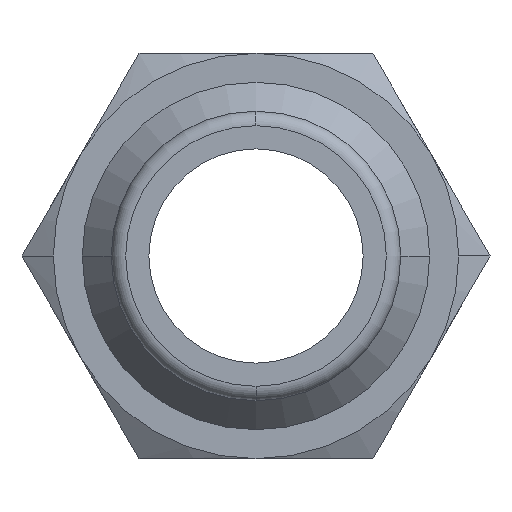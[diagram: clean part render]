
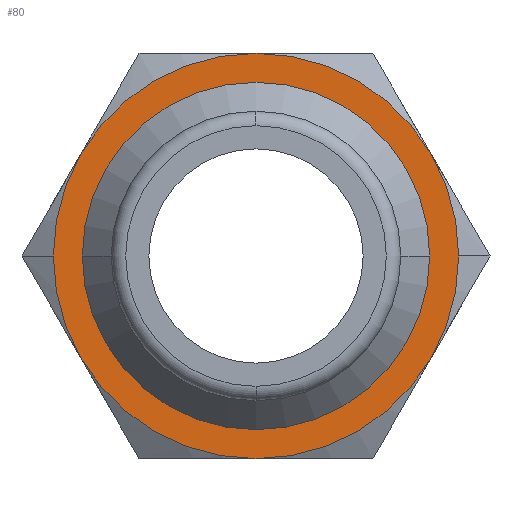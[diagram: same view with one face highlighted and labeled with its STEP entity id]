
A CAD part, front view. The second image highlights one B-rep face of the part: STEP entity #80.
In plain terms, the highlighted planar face has unit normal (0, -1, 0).
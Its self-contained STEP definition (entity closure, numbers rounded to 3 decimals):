
#80=ADVANCED_FACE('',(#209,#210),#211,.T.);
#209=FACE_OUTER_BOUND('',#390,.T.);
#210=FACE_BOUND('',#391,.T.);
#211=PLANE('',#392);
#390=EDGE_LOOP('',(#565,#566,#567,#568,#569,#570,#571,#572));
#391=EDGE_LOOP('',(#573,#574));
#392=AXIS2_PLACEMENT_3D('',#575,#576,#577);
#565=ORIENTED_EDGE('',*,*,#1037,.F.);
#566=ORIENTED_EDGE('',*,*,#1038,.F.);
#567=ORIENTED_EDGE('',*,*,#1039,.F.);
#568=ORIENTED_EDGE('',*,*,#1040,.F.);
#569=ORIENTED_EDGE('',*,*,#1041,.F.);
#570=ORIENTED_EDGE('',*,*,#1042,.F.);
#571=ORIENTED_EDGE('',*,*,#1043,.F.);
#572=ORIENTED_EDGE('',*,*,#1044,.F.);
#573=ORIENTED_EDGE('',*,*,#1045,.F.);
#574=ORIENTED_EDGE('',*,*,#1046,.F.);
#575=CARTESIAN_POINT('',(3.5,25.0,0.0));
#576=DIRECTION('',(-0.0,-1.0,-0.0));
#577=DIRECTION('',(-1.0,0.0,0.0));
#1037=EDGE_CURVE('',#1217,#1218,#1219,.T.);
#1038=EDGE_CURVE('',#1220,#1217,#1221,.T.);
#1039=EDGE_CURVE('',#1222,#1220,#1223,.T.);
#1040=EDGE_CURVE('',#1224,#1222,#1225,.T.);
#1041=EDGE_CURVE('',#1226,#1224,#1227,.T.);
#1042=EDGE_CURVE('',#1228,#1226,#1229,.T.);
#1043=EDGE_CURVE('',#1230,#1228,#1231,.T.);
#1044=EDGE_CURVE('',#1218,#1230,#1232,.T.);
#1045=EDGE_CURVE('',#1233,#1234,#1235,.T.);
#1046=EDGE_CURVE('',#1234,#1233,#1236,.T.);
#1217=VERTEX_POINT('',#1471);
#1218=VERTEX_POINT('',#1472);
#1219=CIRCLE('',#1473,7.0);
#1220=VERTEX_POINT('',#1474);
#1221=CIRCLE('',#1475,7.0);
#1222=VERTEX_POINT('',#1476);
#1223=CIRCLE('',#1477,7.0);
#1224=VERTEX_POINT('',#1478);
#1225=CIRCLE('',#1479,7.0);
#1226=VERTEX_POINT('',#1480);
#1227=CIRCLE('',#1481,7.0);
#1228=VERTEX_POINT('',#1482);
#1229=CIRCLE('',#1483,7.0);
#1230=VERTEX_POINT('',#1484);
#1231=CIRCLE('',#1485,7.0);
#1232=CIRCLE('',#1486,7.0);
#1233=VERTEX_POINT('',#1487);
#1234=VERTEX_POINT('',#1488);
#1235=CIRCLE('',#1489,6.0);
#1236=CIRCLE('',#1490,6.0);
#1471=CARTESIAN_POINT('',(6.062,25.0,3.5));
#1472=CARTESIAN_POINT('',(7.0,25.0,0.));
#1473=AXIS2_PLACEMENT_3D('',#2020,#2021,#2022);
#1474=CARTESIAN_POINT('',(0.,25.0,7.0));
#1475=AXIS2_PLACEMENT_3D('',#2023,#2024,#2025);
#1476=CARTESIAN_POINT('',(-6.062,25.0,3.5));
#1477=AXIS2_PLACEMENT_3D('',#2026,#2027,#2028);
#1478=CARTESIAN_POINT('',(-7.0,25.0,0.));
#1479=AXIS2_PLACEMENT_3D('',#2029,#2030,#2031);
#1480=CARTESIAN_POINT('',(-6.062,25.0,-3.5));
#1481=AXIS2_PLACEMENT_3D('',#2032,#2033,#2034);
#1482=CARTESIAN_POINT('',(0.0,25.0,-7.0));
#1483=AXIS2_PLACEMENT_3D('',#2035,#2036,#2037);
#1484=CARTESIAN_POINT('',(6.062,25.0,-3.5));
#1485=AXIS2_PLACEMENT_3D('',#2038,#2039,#2040);
#1486=AXIS2_PLACEMENT_3D('',#2041,#2042,#2043);
#1487=CARTESIAN_POINT('',(-6.0,25.0,0.));
#1488=CARTESIAN_POINT('',(6.0,25.0,0.));
#1489=AXIS2_PLACEMENT_3D('',#2044,#2045,#2046);
#1490=AXIS2_PLACEMENT_3D('',#2047,#2048,#2049);
#2020=CARTESIAN_POINT('',(0.0,25.0,0.0));
#2021=DIRECTION('',(-0.0,1.0,0.0));
#2022=DIRECTION('',(1.0,0.0,0.0));
#2023=CARTESIAN_POINT('',(0.0,25.0,0.0));
#2024=DIRECTION('',(-0.0,1.0,0.0));
#2025=DIRECTION('',(1.0,0.0,0.0));
#2026=CARTESIAN_POINT('',(0.0,25.0,0.0));
#2027=DIRECTION('',(-0.0,1.0,0.0));
#2028=DIRECTION('',(1.0,0.0,0.0));
#2029=CARTESIAN_POINT('',(0.0,25.0,0.0));
#2030=DIRECTION('',(-0.0,1.0,0.0));
#2031=DIRECTION('',(1.0,0.0,0.0));
#2032=CARTESIAN_POINT('',(0.0,25.0,0.0));
#2033=DIRECTION('',(-0.0,1.0,0.0));
#2034=DIRECTION('',(1.0,0.0,0.0));
#2035=CARTESIAN_POINT('',(0.0,25.0,0.0));
#2036=DIRECTION('',(-0.0,1.0,0.0));
#2037=DIRECTION('',(1.0,0.0,0.0));
#2038=CARTESIAN_POINT('',(0.0,25.0,0.0));
#2039=DIRECTION('',(-0.0,1.0,0.0));
#2040=DIRECTION('',(1.0,0.0,0.0));
#2041=CARTESIAN_POINT('',(0.0,25.0,0.0));
#2042=DIRECTION('',(-0.0,1.0,0.0));
#2043=DIRECTION('',(1.0,0.0,0.0));
#2044=CARTESIAN_POINT('',(0.0,25.0,0.0));
#2045=DIRECTION('',(0.0,-1.0,0.0));
#2046=DIRECTION('',(1.0,0.0,0.0));
#2047=CARTESIAN_POINT('',(0.0,25.0,0.0));
#2048=DIRECTION('',(0.0,-1.0,0.0));
#2049=DIRECTION('',(1.0,0.0,0.0));
